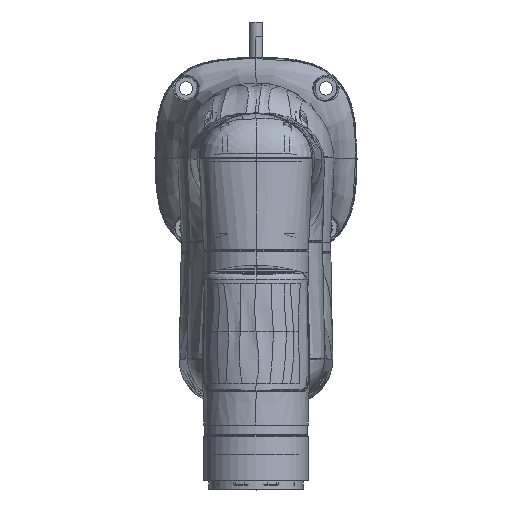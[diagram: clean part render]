
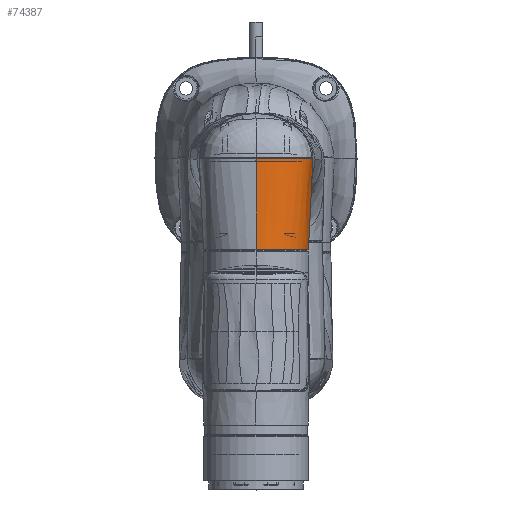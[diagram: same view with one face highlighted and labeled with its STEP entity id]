
A CAD part, top view. The second image highlights one B-rep face of the part: STEP entity #74387.
In plain terms, the highlighted free-form (B-spline) face has degree [3, 3] with [10, 5] control points.
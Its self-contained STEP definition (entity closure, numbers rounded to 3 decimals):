
#72624=CARTESIAN_POINT('',(-37.995,1.6,
948.073));
#72625=CARTESIAN_POINT('',(-37.791,1.6,
957.152));
#72626=CARTESIAN_POINT('',(-35.975,1.6,
966.665));
#72627=CARTESIAN_POINT('',(-31.27,1.6,
974.158));
#72628=CARTESIAN_POINT('',(-26.771,1.6,
977.915));
#72629=CARTESIAN_POINT('',(-21.525,1.6,
980.646));
#72630=CARTESIAN_POINT('',(-15.418,1.6,
982.651));
#72631=CARTESIAN_POINT('',(-8.361,1.6,
983.821));
#72632=CARTESIAN_POINT('',(-2.865,1.6,
984.072));
#72633=CARTESIAN_POINT('',(0.,1.6,
984.072));
#72776=CARTESIAN_POINT('',(-35.048,62.024,
948.));
#72777=CARTESIAN_POINT('',(-35.046,62.024,
950.326));
#72778=CARTESIAN_POINT('',(-34.586,62.028,
954.949));
#72779=CARTESIAN_POINT('',(-32.587,62.039,
961.568));
#72780=CARTESIAN_POINT('',(-29.368,62.044,
967.594));
#72781=CARTESIAN_POINT('',(-25.015,62.04,
972.907));
#72782=CARTESIAN_POINT('',(-19.705,62.032,
977.274));
#72783=CARTESIAN_POINT('',(-13.574,62.022,
980.558));
#72784=CARTESIAN_POINT('',(-6.893,62.012,
982.573));
#72785=CARTESIAN_POINT('',(-2.295,62.009,
983.017));
#72786=CARTESIAN_POINT('',(0.,62.009,
983.017));
#72807=CARTESIAN_POINT('',(-35.048,62.024,
948.));
#72808=CARTESIAN_POINT('',(-35.534,52.057,
948.));
#72809=CARTESIAN_POINT('',(-36.516,31.916,
947.999));
#72810=CARTESIAN_POINT('',(-37.499,11.774,
948.012));
#72811=CARTESIAN_POINT('',(-37.995,1.6,
948.073));
#73082=DIRECTION('',(0.,1.,-0.017));
#73083=VECTOR('',#73082,60.418);
#73084=CARTESIAN_POINT('',(0.,1.6,
984.072));
#73085=LINE('',#73084,#73083);
#73452=VERTEX_POINT('',#72624);
#73453=VERTEX_POINT('',#72633);
#73470=VERTEX_POINT('',#72807);
#73471=VERTEX_POINT('',#72786);
#74327=CARTESIAN_POINT('',(0.466,62.647,
983.003));
#74328=CARTESIAN_POINT('',(0.489,52.472,
983.181));
#74329=CARTESIAN_POINT('',(0.536,31.922,
983.54));
#74330=CARTESIAN_POINT('',(0.583,11.372,
983.899));
#74331=CARTESIAN_POINT('',(0.607,0.996,
984.08));
#74332=CARTESIAN_POINT('',(-1.906,62.647,
983.034));
#74333=CARTESIAN_POINT('',(-2.004,52.472,
983.21));
#74334=CARTESIAN_POINT('',(-2.201,31.922,
983.564));
#74335=CARTESIAN_POINT('',(-2.398,11.372,
983.919));
#74336=CARTESIAN_POINT('',(-2.498,0.996,
984.099));
#74337=CARTESIAN_POINT('',(-6.654,62.647,
982.616));
#74338=CARTESIAN_POINT('',(-6.912,52.472,
982.821));
#74339=CARTESIAN_POINT('',(-7.433,31.922,
983.233));
#74340=CARTESIAN_POINT('',(-7.954,11.372,
983.647));
#74341=CARTESIAN_POINT('',(-8.217,0.996,
983.859));
#74342=CARTESIAN_POINT('',(-13.423,62.647,
980.593));
#74343=CARTESIAN_POINT('',(-13.755,52.472,
980.935));
#74344=CARTESIAN_POINT('',(-14.427,31.922,
981.624));
#74345=CARTESIAN_POINT('',(-15.099,11.372,
982.315));
#74346=CARTESIAN_POINT('',(-15.438,0.996,
982.672));
#74347=CARTESIAN_POINT('',(-19.582,62.647,
977.308));
#74348=CARTESIAN_POINT('',(-19.905,52.472,
977.862));
#74349=CARTESIAN_POINT('',(-20.56,31.922,
978.981));
#74350=CARTESIAN_POINT('',(-21.214,11.372,
980.102));
#74351=CARTESIAN_POINT('',(-21.545,0.996,
980.679));
#74352=CARTESIAN_POINT('',(-24.919,62.647,
972.937));
#74353=CARTESIAN_POINT('',(-25.228,52.472,
973.763));
#74354=CARTESIAN_POINT('',(-25.851,31.922,
975.433));
#74355=CARTESIAN_POINT('',(-26.474,11.372,
977.106));
#74356=CARTESIAN_POINT('',(-26.789,0.996,
977.965));
#74357=CARTESIAN_POINT('',(-29.3,62.647,
967.608));
#74358=CARTESIAN_POINT('',(-29.628,52.472,
968.695));
#74359=CARTESIAN_POINT('',(-30.291,31.922,
970.891));
#74360=CARTESIAN_POINT('',(-30.954,11.372,
973.092));
#74361=CARTESIAN_POINT('',(-31.289,0.996,
974.224));
#74362=CARTESIAN_POINT('',(-33.693,62.647,
959.402));
#74363=CARTESIAN_POINT('',(-34.082,52.472,
960.592));
#74364=CARTESIAN_POINT('',(-34.868,31.922,
962.995));
#74365=CARTESIAN_POINT('',(-35.654,11.372,
965.406));
#74366=CARTESIAN_POINT('',(-36.051,0.996,
966.654));
#74367=CARTESIAN_POINT('',(-35.056,62.647,
952.403));
#74368=CARTESIAN_POINT('',(-35.521,52.472,
953.138));
#74369=CARTESIAN_POINT('',(-36.459,31.922,
954.622));
#74370=CARTESIAN_POINT('',(-37.398,11.372,
956.117));
#74371=CARTESIAN_POINT('',(-37.872,0.996,
956.915));
#74372=CARTESIAN_POINT('',(-35.016,62.647,
947.692));
#74373=CARTESIAN_POINT('',(-35.515,52.472,
947.642));
#74374=CARTESIAN_POINT('',(-36.521,31.922,
947.538));
#74375=CARTESIAN_POINT('',(-37.528,11.372,
947.45));
#74376=CARTESIAN_POINT('',(-38.037,0.996,
947.463));
#74377=B_SPLINE_SURFACE_WITH_KNOTS('',3,3,((#74327,#74328,#74329,#74330,#74331),
(#74332,#74333,#74334,#74335,#74336),(#74337,#74338,#74339,#74340,#74341),(
#74342,#74343,#74344,#74345,#74346),(#74347,#74348,#74349,#74350,#74351),
(#74352,#74353,#74354,#74355,#74356),(#74357,#74358,#74359,#74360,#74361),(
#74362,#74363,#74364,#74365,#74366),(#74367,#74368,#74369,#74370,#74371),
(#74372,#74373,#74374,#74375,#74376)),.UNSPECIFIED.,.F.,.F.,.F.,(4,1,1,1,1,1,1,
4),(4,1,4),(-0.008,0.121,0.25,0.375,0.5,0.625,
0.75,1.006),(0.006,0.502,1.008),
.UNSPECIFIED.);
#74378=ORIENTED_EDGE('',*,*,#74285,.F.);
#74380=ORIENTED_EDGE('',*,*,#74379,.F.);
#74382=ORIENTED_EDGE('',*,*,#74381,.T.);
#74384=ORIENTED_EDGE('',*,*,#74383,.F.);
#74385=EDGE_LOOP('',(#74378,#74380,#74382,#74384));
#74386=FACE_OUTER_BOUND('',#74385,.F.);
#74387=ADVANCED_FACE('',(#74386),#74377,.T.);
#72634=B_SPLINE_CURVE_WITH_KNOTS('',3,(#72624,#72625,#72626,#72627,#72628,
#72629,#72630,#72631,#72632,#72633),.UNSPECIFIED.,.F.,.F.,(4,1,1,1,1,1,1,4),(
0.,0.25,0.375,0.5,0.625,
0.75,0.879,1.),.UNSPECIFIED.);
#72787=B_SPLINE_CURVE_WITH_KNOTS('',3,(#72776,#72777,#72778,#72779,#72780,
#72781,#72782,#72783,#72784,#72785,#72786),.UNSPECIFIED.,.F.,.F.,(4,1,1,1,1,1,1,
1,4),(0.,0.125,0.25,0.375,0.5,0.625,0.75,0.875,1.),
.UNSPECIFIED.);
#72812=B_SPLINE_CURVE_WITH_KNOTS('',3,(#72807,#72808,#72809,#72810,#72811),
.UNSPECIFIED.,.F.,.F.,(4,1,4),(0.,0.495,1.),.UNSPECIFIED.);
#74285=EDGE_CURVE('',#73452,#73453,#72634,.T.);
#74379=EDGE_CURVE('',#73470,#73452,#72812,.T.);
#74381=EDGE_CURVE('',#73470,#73471,#72787,.T.);
#74383=EDGE_CURVE('',#73453,#73471,#73085,.T.);
